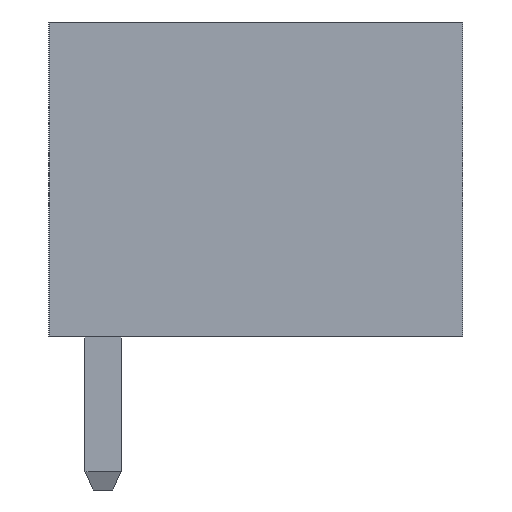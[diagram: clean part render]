
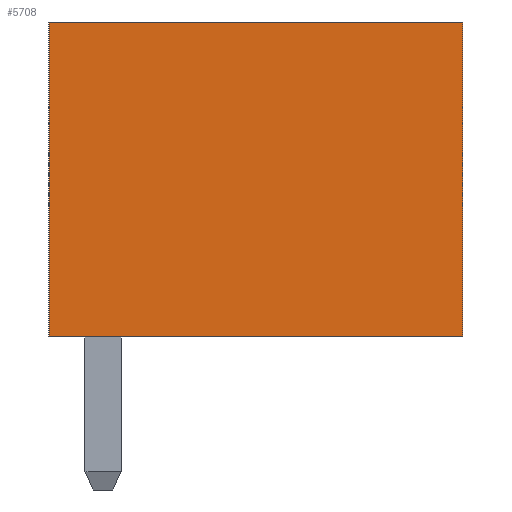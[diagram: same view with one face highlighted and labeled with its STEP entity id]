
A CAD part, left-side view. The second image highlights one B-rep face of the part: STEP entity #5708.
In plain terms, the highlighted planar face has unit normal (-1, 0, 0).
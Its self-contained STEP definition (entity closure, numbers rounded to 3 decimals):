
#40 = CARTESIAN_POINT ( 'NONE',  ( -14.4, 0., 0. ) ) ;
#383 = VERTEX_POINT ( 'NONE', #5061 ) ;
#439 = VECTOR ( 'NONE', #2617, 1000. ) ;
#484 = DIRECTION ( 'NONE',  ( 0., 0., -1. ) ) ;
#772 = ORIENTED_EDGE ( 'NONE', *, *, #8353, .F. ) ;
#985 = VERTEX_POINT ( 'NONE', #40 ) ;
#1171 = LINE ( 'NONE', #3101, #2091 ) ;
#1471 = EDGE_LOOP ( 'NONE', ( #5952, #7286, #772, #8077 ) ) ;
#1740 = CARTESIAN_POINT ( 'NONE',  ( -14.4, 9.2, 7. ) ) ;
#1847 = LINE ( 'NONE', #2359, #6826 ) ;
#1957 = PLANE ( 'NONE',  #6211 ) ;
#2091 = VECTOR ( 'NONE', #6318, 1000. ) ;
#2348 = CARTESIAN_POINT ( 'NONE',  ( -14.4, 9.2, 0. ) ) ;
#2359 = CARTESIAN_POINT ( 'NONE',  ( -14.4, 9.2, 7. ) ) ;
#2617 = DIRECTION ( 'NONE',  ( 0., 0., -1. ) ) ;
#3101 = CARTESIAN_POINT ( 'NONE',  ( -14.4, 9.2, 0. ) ) ;
#3729 = LINE ( 'NONE', #3896, #439 ) ;
#3896 = CARTESIAN_POINT ( 'NONE',  ( -14.4, 0., 7. ) ) ;
#4341 = LINE ( 'NONE', #1740, #4728 ) ;
#4351 = DIRECTION ( 'NONE',  ( 0., -1., 0. ) ) ;
#4551 = DIRECTION ( 'NONE',  ( 0., 1., 0. ) ) ;
#4571 = EDGE_CURVE ( 'NONE', #383, #4590, #4341, .T. ) ;
#4590 = VERTEX_POINT ( 'NONE', #2348 ) ;
#4728 = VECTOR ( 'NONE', #484, 1000. ) ;
#5061 = CARTESIAN_POINT ( 'NONE',  ( -14.4, 9.2, 7. ) ) ;
#5143 = FACE_OUTER_BOUND ( 'NONE', #1471, .T. ) ;
#5708 = ADVANCED_FACE ( 'NONE', ( #5143 ), #1957, .F. ) ;
#5952 = ORIENTED_EDGE ( 'NONE', *, *, #7958, .T. ) ;
#6095 = EDGE_CURVE ( 'NONE', #7446, #985, #3729, .T. ) ;
#6211 = AXIS2_PLACEMENT_3D ( 'NONE', #7801, #6985, #4551 ) ;
#6318 = DIRECTION ( 'NONE',  ( 0., -1., 0. ) ) ;
#6715 = CARTESIAN_POINT ( 'NONE',  ( -14.4, 0., 7. ) ) ;
#6826 = VECTOR ( 'NONE', #4351, 1000. ) ;
#6985 = DIRECTION ( 'NONE',  ( 1., 0., 0. ) ) ;
#7286 = ORIENTED_EDGE ( 'NONE', *, *, #6095, .F. ) ;
#7446 = VERTEX_POINT ( 'NONE', #6715 ) ;
#7801 = CARTESIAN_POINT ( 'NONE',  ( -14.4, 9.2, 7. ) ) ;
#7958 = EDGE_CURVE ( 'NONE', #4590, #985, #1171, .T. ) ;
#8077 = ORIENTED_EDGE ( 'NONE', *, *, #4571, .T. ) ;
#8353 = EDGE_CURVE ( 'NONE', #383, #7446, #1847, .T. ) ;
